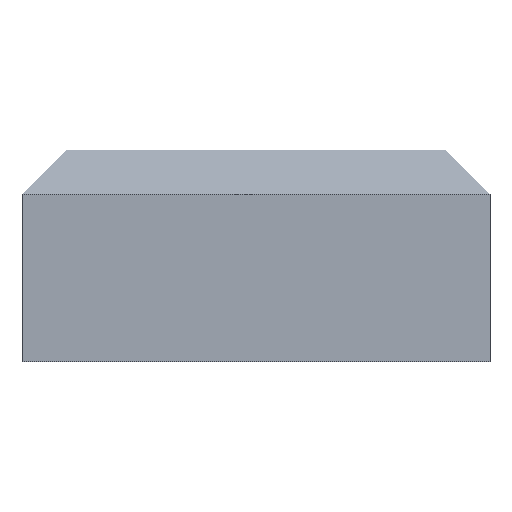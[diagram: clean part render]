
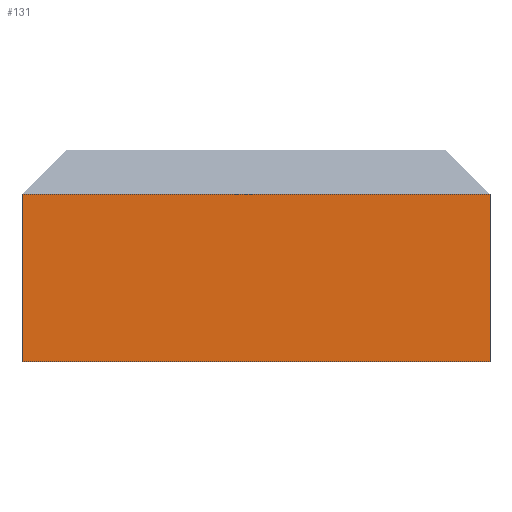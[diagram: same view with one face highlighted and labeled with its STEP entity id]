
A CAD part, top view. The second image highlights one B-rep face of the part: STEP entity #131.
In plain terms, the highlighted planar face has unit normal (0, 0, 1).
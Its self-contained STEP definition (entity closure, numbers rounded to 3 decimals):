
#25=FACE_OUTER_BOUND('',#32,.T.);
#32=EDGE_LOOP('',(#101,#102,#103,#104));
#38=LINE('',#196,#53);
#41=LINE('',#202,#56);
#45=LINE('',#210,#60);
#46=LINE('',#211,#61);
#53=VECTOR('',#158,10.);
#56=VECTOR('',#163,10.);
#60=VECTOR('',#169,10.);
#61=VECTOR('',#170,10.);
#67=VERTEX_POINT('',#192);
#69=VERTEX_POINT('',#195);
#71=VERTEX_POINT('',#201);
#74=VERTEX_POINT('',#209);
#78=EDGE_CURVE('',#69,#67,#38,.T.);
#81=EDGE_CURVE('',#69,#71,#41,.T.);
#85=EDGE_CURVE('',#67,#74,#45,.T.);
#86=EDGE_CURVE('',#71,#74,#46,.T.);
#101=ORIENTED_EDGE('',*,*,#78,.T.);
#102=ORIENTED_EDGE('',*,*,#85,.T.);
#103=ORIENTED_EDGE('',*,*,#86,.F.);
#104=ORIENTED_EDGE('',*,*,#81,.F.);
#124=PLANE('',#142);
#131=ADVANCED_FACE('',(#25),#124,.T.);
#142=AXIS2_PLACEMENT_3D('',#208,#167,#168);
#158=DIRECTION('',(-1.,0.,0.));
#163=DIRECTION('',(0.,-1.,0.));
#167=DIRECTION('center_axis',(0.,0.,1.));
#168=DIRECTION('ref_axis',(-1.,0.,0.));
#169=DIRECTION('',(0.,-1.,0.));
#170=DIRECTION('',(-1.,0.,0.));
#192=CARTESIAN_POINT('',(-8.516,-1.603,-24.2));
#195=CARTESIAN_POINT('',(8.516,-1.603,-24.2));
#196=CARTESIAN_POINT('',(14.258,-1.603,-24.2));
#201=CARTESIAN_POINT('',(8.516,-7.7,-24.2));
#202=CARTESIAN_POINT('',(8.516,0.,-24.2));
#208=CARTESIAN_POINT('Origin',(8.516,0.,-24.2));
#209=CARTESIAN_POINT('',(-8.516,-7.7,-24.2));
#210=CARTESIAN_POINT('',(-8.516,0.,-24.2));
#211=CARTESIAN_POINT('',(4.258,-7.7,-24.2));
